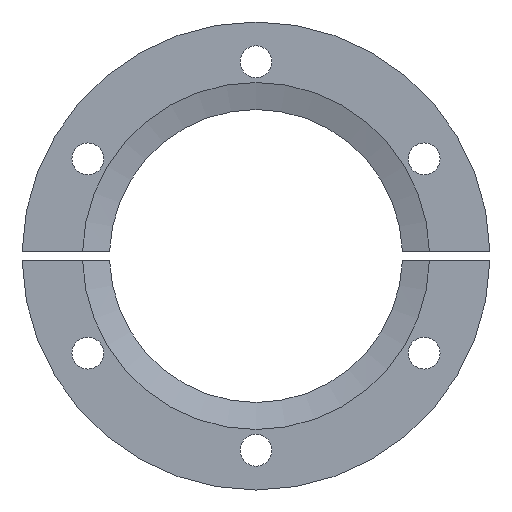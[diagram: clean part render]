
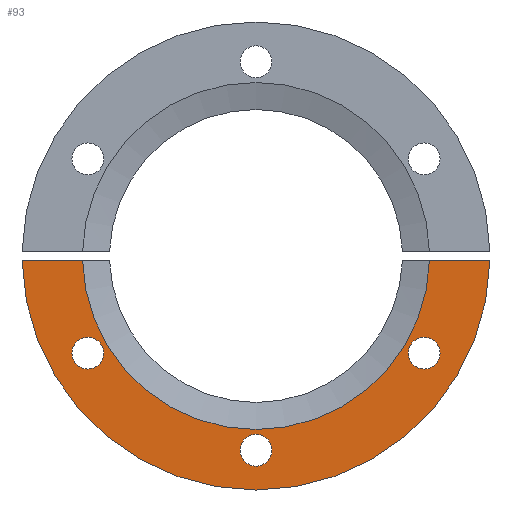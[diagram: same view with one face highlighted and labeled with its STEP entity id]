
A CAD part, front view. The second image highlights one B-rep face of the part: STEP entity #93.
In plain terms, the highlighted planar face has unit normal (0, -1, 0).
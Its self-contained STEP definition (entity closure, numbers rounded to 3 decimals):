
#93 = ADVANCED_FACE( '', ( #194, #195, #196, #197 ), #198, .T. );
#194 = FACE_OUTER_BOUND( '', #290, .T. );
#195 = FACE_BOUND( '', #291, .T. );
#196 = FACE_BOUND( '', #292, .T. );
#197 = FACE_BOUND( '', #293, .T. );
#198 = PLANE( '', #294 );
#290 = EDGE_LOOP( '', ( #470, #471, #472, #473 ) );
#291 = EDGE_LOOP( '', ( #474 ) );
#292 = EDGE_LOOP( '', ( #475 ) );
#293 = EDGE_LOOP( '', ( #476 ) );
#294 = AXIS2_PLACEMENT_3D( '', #477, #478, #479 );
#470 = ORIENTED_EDGE( '', *, *, #509, .T. );
#471 = ORIENTED_EDGE( '', *, *, #546, .T. );
#472 = ORIENTED_EDGE( '', *, *, #536, .T. );
#473 = ORIENTED_EDGE( '', *, *, #523, .T. );
#474 = ORIENTED_EDGE( '', *, *, #540, .T. );
#475 = ORIENTED_EDGE( '', *, *, #548, .T. );
#476 = ORIENTED_EDGE( '', *, *, #487, .F. );
#477 = CARTESIAN_POINT( '', ( -32.512, 0., 0. ) );
#478 = DIRECTION( '', ( 0., -1., 0. ) );
#479 = DIRECTION( '', ( 0., 0., 1. ) );
#487 = EDGE_CURVE( '', #562, #562, #563, .T. );
#509 = EDGE_CURVE( '', #594, #598, #600, .T. );
#523 = EDGE_CURVE( '', #622, #594, #623, .T. );
#536 = EDGE_CURVE( '', #638, #622, #639, .T. );
#540 = EDGE_CURVE( '', #644, #644, #645, .F. );
#546 = EDGE_CURVE( '', #598, #638, #651, .F. );
#548 = EDGE_CURVE( '', #653, #653, #654, .F. );
#562 = VERTEX_POINT( '', #670 );
#563 = CIRCLE( '', #671, 2.54 );
#594 = VERTEX_POINT( '', #712 );
#598 = VERTEX_POINT( '', #719 );
#600 = LINE( '', #722, #723 );
#622 = VERTEX_POINT( '', #751 );
#623 = CIRCLE( '', #752, 37.338 );
#638 = VERTEX_POINT( '', #768 );
#639 = LINE( '', #769, #770 );
#644 = VERTEX_POINT( '', #778 );
#645 = CIRCLE( '', #779, 2.54 );
#651 = CIRCLE( '', #785, 27.686 );
#653 = VERTEX_POINT( '', #787 );
#654 = CIRCLE( '', #788, 2.54 );
#670 = CARTESIAN_POINT( '', ( -29.376, 0., -15.494 ) );
#671 = AXIS2_PLACEMENT_3D( '', #801, #802, #803 );
#712 = CARTESIAN_POINT( '', ( 37.33, 0., -0.762 ) );
#719 = CARTESIAN_POINT( '', ( 27.676, 0., -0.762 ) );
#722 = CARTESIAN_POINT( '', ( -32.512, 0., -0.762 ) );
#723 = VECTOR( '', #829, 1000. );
#751 = CARTESIAN_POINT( '', ( -37.33, 0., -0.762 ) );
#752 = AXIS2_PLACEMENT_3D( '', #846, #847, #848 );
#768 = CARTESIAN_POINT( '', ( -27.676, 0., -0.762 ) );
#769 = CARTESIAN_POINT( '', ( -32.512, 0., -0.762 ) );
#770 = VECTOR( '', #868, 1000. );
#778 = CARTESIAN_POINT( '', ( 28.106, 0., -17.694 ) );
#779 = AXIS2_PLACEMENT_3D( '', #870, #871, #872 );
#785 = AXIS2_PLACEMENT_3D( '', #876, #877, #878 );
#787 = CARTESIAN_POINT( '', ( -1.27, 0., -33.188 ) );
#788 = AXIS2_PLACEMENT_3D( '', #879, #880, #881 );
#801 = CARTESIAN_POINT( '', ( -26.836, 0., -15.494 ) );
#802 = DIRECTION( '', ( 0., -1., 0. ) );
#803 = DIRECTION( '', ( 0., 0., -1. ) );
#829 = DIRECTION( '', ( -1., 0., 0. ) );
#846 = CARTESIAN_POINT( '', ( 0., 0., 0. ) );
#847 = DIRECTION( '', ( 0., -1., 0. ) );
#848 = DIRECTION( '', ( 1., 0., 0. ) );
#868 = DIRECTION( '', ( -1., 0., 0. ) );
#870 = CARTESIAN_POINT( '', ( 26.836, 0., -15.494 ) );
#871 = DIRECTION( '', ( 0., -1., 0. ) );
#872 = DIRECTION( '', ( 0., 0., -1. ) );
#876 = CARTESIAN_POINT( '', ( 0., 0., 0. ) );
#877 = DIRECTION( '', ( 0., -1., 0. ) );
#878 = DIRECTION( '', ( 1., 0., 0. ) );
#879 = CARTESIAN_POINT( '', ( 0., 0., -30.988 ) );
#880 = DIRECTION( '', ( 0., -1., 0. ) );
#881 = DIRECTION( '', ( 0., 0., -1. ) );
